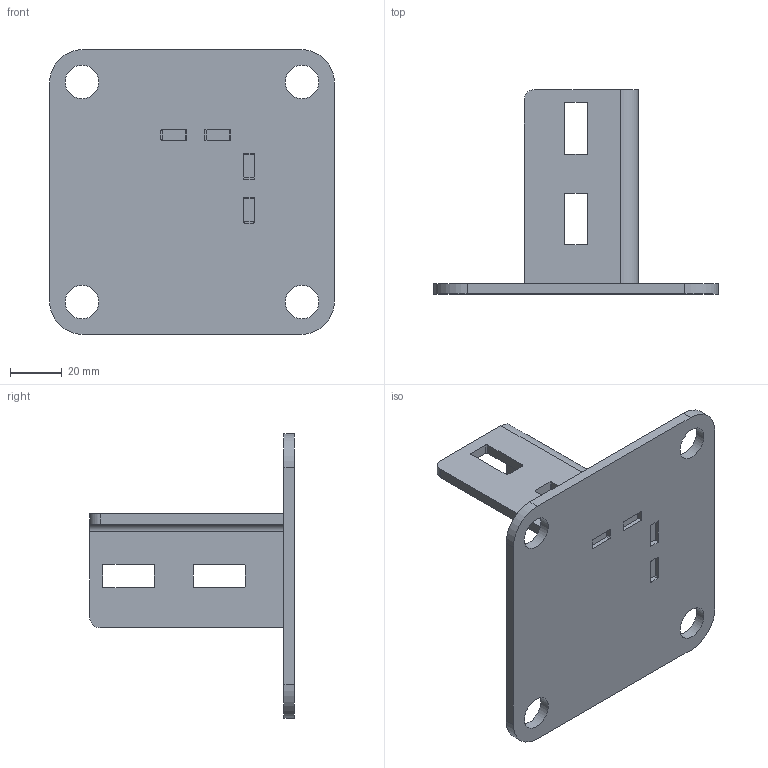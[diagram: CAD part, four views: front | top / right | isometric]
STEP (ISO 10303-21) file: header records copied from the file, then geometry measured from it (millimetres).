
FILE_DESCRIPTION(/* description */ ('STEP AP214'),/* implementation_level */ '2;1');
FILE_NAME(/* name */ '098G40L110VS01',/* time_stamp */ '2022-09-13T12:02:56+02:00',/* author */ ('License CC BY-ND 4.0'),/* organization */ ('CADENAS'),/* preprocessor_version */ 'ST-DEVELOPER v18.102',/* originating_system */ 'PARTsolutions',/* authorisation */ ' ');
FILE_SCHEMA (('AUTOMOTIVE_DESIGN {1 0 10303 214 3 1 1}'));
Length unit declared in the file: millimetre
Products named in the file (1): 098G40L110VS01
Bounding box: 110 x 79 x 110 mm (x, y, z)
Volume: 67063.6 mm3; surface area: 38203.7 mm2
Topology: 1 solids, 1 shells, 101 faces, 314 edges, 204 vertices
Faces by surface type: plane 65, cylinder 36
Full cylindrical faces by diameter (mm): 13 x4
Entity records: 3554 total; most frequent: ORIENTED_EDGE 620, CARTESIAN_POINT 616, DIRECTION 594, EDGE_CURVE 310, LINE 230, VECTOR 230, VERTEX_POINT 204, AXIS2_PLACEMENT_3D 182
